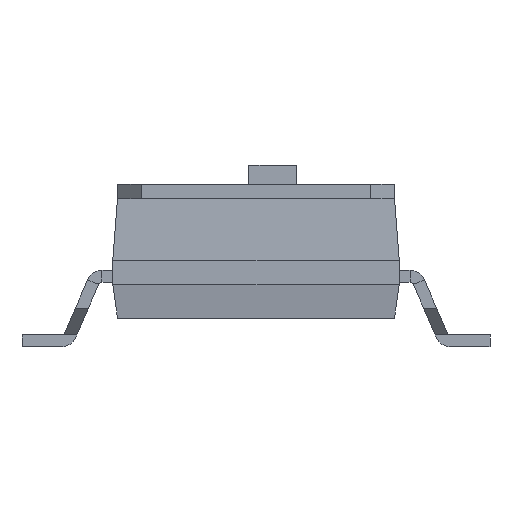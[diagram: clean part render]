
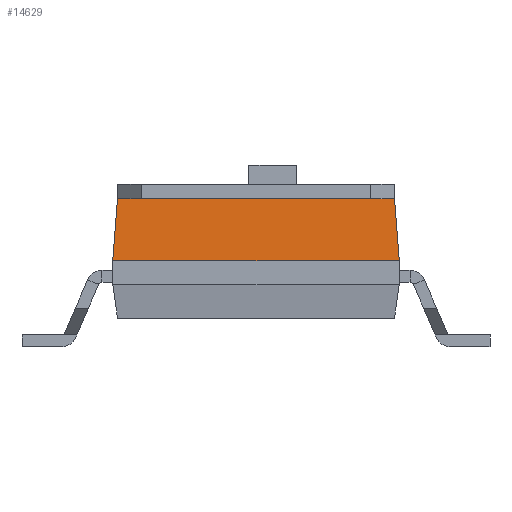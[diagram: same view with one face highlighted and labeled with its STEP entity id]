
A CAD part, left-side view. The second image highlights one B-rep face of the part: STEP entity #14629.
In plain terms, the highlighted planar face has unit normal (-0.997, 0, 0.077).
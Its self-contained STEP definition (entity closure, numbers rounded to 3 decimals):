
#271 = DIRECTION ( 'NONE',  ( 0.076, 0.076, 0.994 ) ) ;
#466 = ORIENTED_EDGE ( 'NONE', *, *, #1004, .F. ) ;
#1004 = EDGE_CURVE ( 'NONE', #27139, #13345, #15051, .T. ) ;
#2357 = AXIS2_PLACEMENT_3D ( 'NONE', #26508, #21012, #23550 ) ;
#3104 = EDGE_LOOP ( 'NONE', ( #23899, #33949, #466, #13955, #28645, #31843 ) ) ;
#3537 = VECTOR ( 'NONE', #271, 1000. ) ;
#4118 = VERTEX_POINT ( 'NONE', #35492 ) ;
#4434 = VECTOR ( 'NONE', #28680, 1000. ) ;
#4730 = DIRECTION ( 'NONE',  ( 0., -1., 0. ) ) ;
#4919 = LINE ( 'NONE', #16498, #7294 ) ;
#5472 = EDGE_CURVE ( 'NONE', #9113, #27139, #11327, .T. ) ;
#7294 = VECTOR ( 'NONE', #4730, 1000. ) ;
#9113 = VERTEX_POINT ( 'NONE', #19435 ) ;
#9490 = DIRECTION ( 'NONE',  ( 0., -1., 0. ) ) ;
#11327 = LINE ( 'NONE', #33221, #23852 ) ;
#11617 = CARTESIAN_POINT ( 'NONE',  ( -10.11, 3., 1.8 ) ) ;
#13345 = VERTEX_POINT ( 'NONE', #34122 ) ;
#13364 = CARTESIAN_POINT ( 'NONE',  ( -10.01, -2.9, 3.1 ) ) ;
#13955 = ORIENTED_EDGE ( 'NONE', *, *, #5472, .F. ) ;
#14629 = ADVANCED_FACE ( 'NONE', ( #29830 ), #18615, .T. ) ;
#15051 = LINE ( 'NONE', #23679, #4434 ) ;
#16196 = VERTEX_POINT ( 'NONE', #13364 ) ;
#16498 = CARTESIAN_POINT ( 'NONE',  ( -10.01, 2.9, 3.1 ) ) ;
#18615 = PLANE ( 'NONE',  #2357 ) ;
#19405 = VECTOR ( 'NONE', #9490, 1000. ) ;
#19435 = CARTESIAN_POINT ( 'NONE',  ( -10.11, -3., 1.8 ) ) ;
#20218 = EDGE_CURVE ( 'NONE', #13345, #34788, #23123, .T. ) ;
#20861 = EDGE_CURVE ( 'NONE', #9113, #16196, #31145, .T. ) ;
#21012 = DIRECTION ( 'NONE',  ( -0.997, 0., 0.077 ) ) ;
#22632 = CARTESIAN_POINT ( 'NONE',  ( -10.01, 2.4, 3.1 ) ) ;
#23123 = LINE ( 'NONE', #31966, #19405 ) ;
#23550 = DIRECTION ( 'NONE',  ( 0., 1., 0. ) ) ;
#23679 = CARTESIAN_POINT ( 'NONE',  ( -9.993, 2.883, 3.32 ) ) ;
#23852 = VECTOR ( 'NONE', #25287, 1000. ) ;
#23899 = ORIENTED_EDGE ( 'NONE', *, *, #24117, .F. ) ;
#24117 = EDGE_CURVE ( 'NONE', #34788, #4118, #4919, .T. ) ;
#24188 = EDGE_CURVE ( 'NONE', #4118, #16196, #30720, .T. ) ;
#25287 = DIRECTION ( 'NONE',  ( 0., 1., 0. ) ) ;
#25987 = CARTESIAN_POINT ( 'NONE',  ( -9.993, -2.883, 3.32 ) ) ;
#26508 = CARTESIAN_POINT ( 'NONE',  ( -10.01, 0., 3.1 ) ) ;
#27139 = VERTEX_POINT ( 'NONE', #11617 ) ;
#27213 = CARTESIAN_POINT ( 'NONE',  ( -10.01, -3., 3.1 ) ) ;
#27361 = VECTOR ( 'NONE', #27397, 1000. ) ;
#27397 = DIRECTION ( 'NONE',  ( 0., -1., 0. ) ) ;
#28645 = ORIENTED_EDGE ( 'NONE', *, *, #20861, .T. ) ;
#28680 = DIRECTION ( 'NONE',  ( 0.076, -0.076, 0.994 ) ) ;
#29830 = FACE_OUTER_BOUND ( 'NONE', #3104, .T. ) ;
#30720 = LINE ( 'NONE', #27213, #27361 ) ;
#31145 = LINE ( 'NONE', #25987, #3537 ) ;
#31843 = ORIENTED_EDGE ( 'NONE', *, *, #24188, .F. ) ;
#31966 = CARTESIAN_POINT ( 'NONE',  ( -10.01, -3., 3.1 ) ) ;
#33221 = CARTESIAN_POINT ( 'NONE',  ( -10.11, 3., 1.8 ) ) ;
#33949 = ORIENTED_EDGE ( 'NONE', *, *, #20218, .F. ) ;
#34122 = CARTESIAN_POINT ( 'NONE',  ( -10.01, 2.9, 3.1 ) ) ;
#34788 = VERTEX_POINT ( 'NONE', #22632 ) ;
#35492 = CARTESIAN_POINT ( 'NONE',  ( -10.01, -2.4, 3.1 ) ) ;
